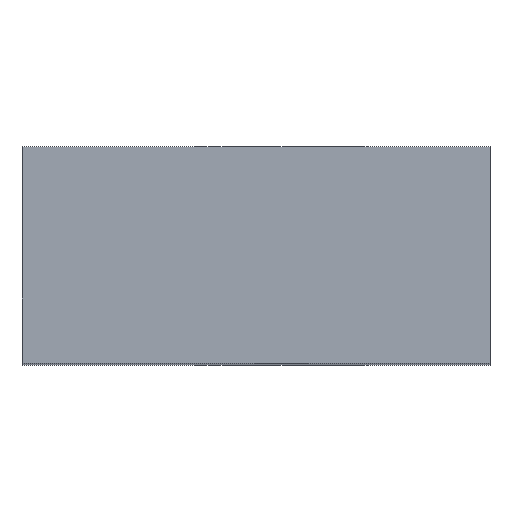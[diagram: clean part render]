
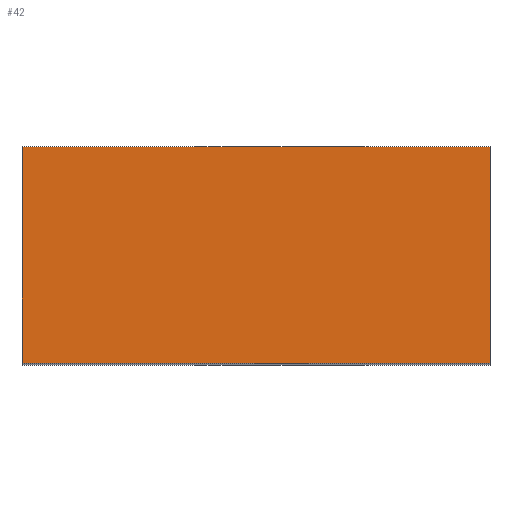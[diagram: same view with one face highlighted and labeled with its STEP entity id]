
A CAD part, top view. The second image highlights one B-rep face of the part: STEP entity #42.
In plain terms, the highlighted planar face has unit normal (0, 0, 1).
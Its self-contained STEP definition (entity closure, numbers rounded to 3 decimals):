
#42=ADVANCED_FACE('',(#83),#84,.T.);
#83=FACE_OUTER_BOUND('',#124,.T.);
#84=PLANE('',#125);
#124=EDGE_LOOP('',(#179,#180,#181,#182));
#125=AXIS2_PLACEMENT_3D('',#183,#184,#185);
#179=ORIENTED_EDGE('',*,*,#251,.T.);
#180=ORIENTED_EDGE('',*,*,#252,.T.);
#181=ORIENTED_EDGE('',*,*,#253,.T.);
#182=ORIENTED_EDGE('',*,*,#254,.T.);
#183=CARTESIAN_POINT('',(-0.6,2.5,24.0));
#184=DIRECTION('',(0.0,0.0,1.0));
#185=DIRECTION('',(1.0,0.0,0.0));
#251=EDGE_CURVE('',#293,#294,#295,.T.);
#252=EDGE_CURVE('',#294,#296,#297,.T.);
#253=EDGE_CURVE('',#296,#298,#299,.T.);
#254=EDGE_CURVE('',#298,#293,#300,.T.);
#293=VERTEX_POINT('',#347);
#294=VERTEX_POINT('',#348);
#295=LINE('',#349,#350);
#296=VERTEX_POINT('',#351);
#297=LINE('',#352,#353);
#298=VERTEX_POINT('',#354);
#299=LINE('',#355,#356);
#300=LINE('',#357,#358);
#347=CARTESIAN_POINT('',(4.8,0.0,24.0));
#348=CARTESIAN_POINT('',(4.8,5.0,24.0));
#349=CARTESIAN_POINT('',(4.8,2.5,24.0));
#350=VECTOR('',#412,1.0);
#351=CARTESIAN_POINT('',(-6.0,5.0,24.0));
#352=CARTESIAN_POINT('',(-0.6,5.0,24.0));
#353=VECTOR('',#413,1.0);
#354=CARTESIAN_POINT('',(-6.0,0.0,24.0));
#355=CARTESIAN_POINT('',(-6.0,2.5,24.0));
#356=VECTOR('',#414,1.0);
#357=CARTESIAN_POINT('',(-0.6,0.0,24.0));
#358=VECTOR('',#415,1.0);
#412=DIRECTION('',(0.0,1.0,0.0));
#413=DIRECTION('',(-1.0,0.0,0.0));
#414=DIRECTION('',(0.0,-1.0,0.0));
#415=DIRECTION('',(1.0,0.0,0.0));
